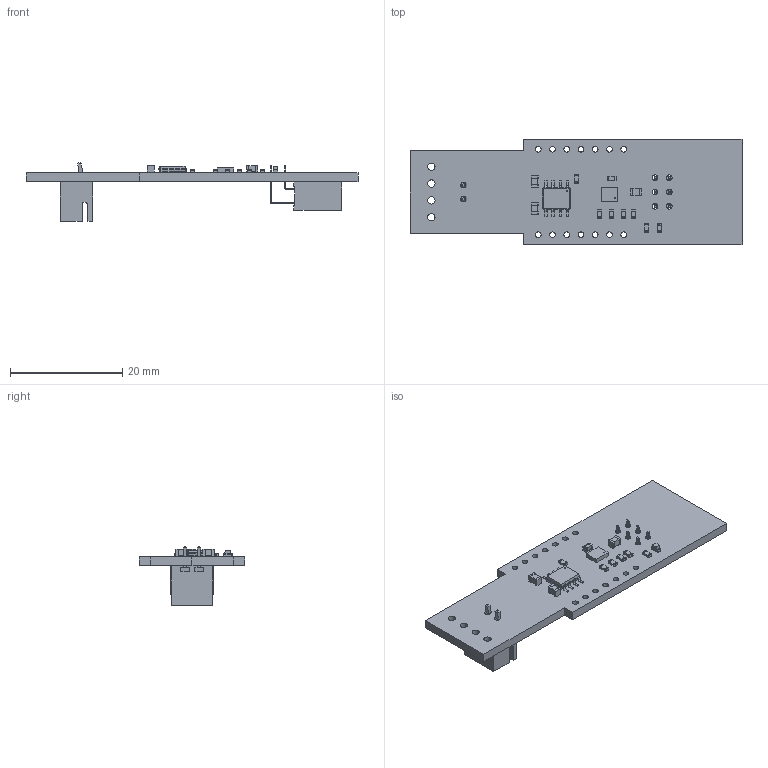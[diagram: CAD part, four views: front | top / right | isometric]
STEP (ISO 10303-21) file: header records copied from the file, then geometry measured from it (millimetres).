
FILE_DESCRIPTION(('KiCad electronic assembly'),'2;1');
FILE_NAME('POVshield4.STEP','2022-12-27T19:23:40',('Pcbnew'),('Kicad'), 'Open CASCADE STEP processor 7.6','KiCad to STEP converter','Unknown' );
FILE_SCHEMA(('AUTOMOTIVE_DESIGN { 1 0 10303 214 1 1 1 1 }'));
Length unit declared in the file: millimetre
Products named in the file (18): POVshield4 1; C_0805_2012Metric; SOLID; R_0603_1608Metric; LED_0603_1608Metric; Bosch_LGA-14_3x2.5mm_P0.5mm; HSOP-8-1EP_3.9x4.9mm_P1.27mm_EP2.41x3.1mm; C_0603_1608Metric; PinSocket_2x03_P2.54mm_Horizontal; JST_XH_B2B-XH-A_1x02_P2.50mm_Vertical; _autosave-POVshield4 PCB
Assembly tree (24 placements, depth 3):
  POVshield4 1
    C_0805_2012Metric  x3
      SOLID
    R_0603_1608Metric  x6
      SOLID
    LED_0603_1608Metric
      SOLID
    Bosch_LGA-14_3x2.5mm_P0.5mm
      SOLID
    HSOP-8-1EP_3.9x4.9mm_P1.27mm_EP2.41x3.1mm
      SOLID
    C_0603_1608Metric
      SOLID
    PinSocket_2x03_P2.54mm_Horizontal
      SOLID
    JST_XH_B2B-XH-A_1x02_P2.50mm_Vertical
      SOLID
    _autosave-POVshield4 PCB
Bounding box: 59.18 x 18.8 x 10.4 mm (x, y, z)
Volume: 2118.9 mm3; surface area: 3468.2 mm2
Topology: 16 solids, 16 shells, 909 faces, 2365 edges, 1536 vertices
Faces by surface type: bspline 866, cylinder 32, plane 11
Full cylindrical faces by diameter (mm): 0.3 x6, 1 x22, 1.3 x4
Entity records: 46911 total; most frequent: CARTESIAN_POINT 16433, B_SPLINE_CURVE_WITH_KNOTS 4914, ORIENTED_EDGE 3762, PCURVE 3762, DEFINITIONAL_REPRESENTATION 3762, EDGE_CURVE 1881, SURFACE_CURVE 1847, VERTEX_POINT 1220
